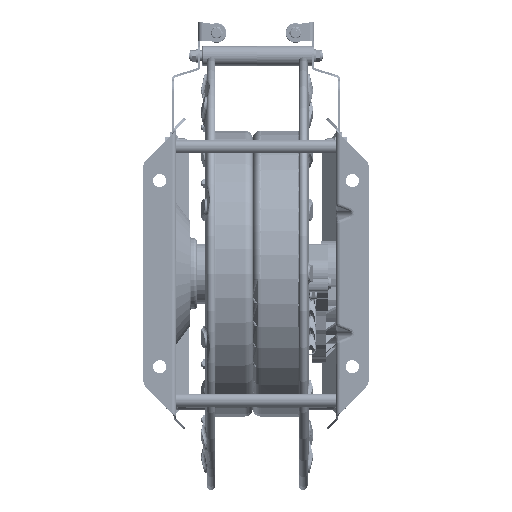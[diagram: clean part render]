
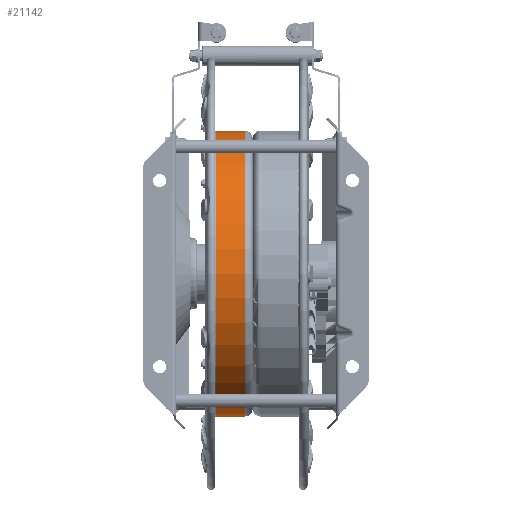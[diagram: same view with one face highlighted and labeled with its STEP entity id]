
A CAD part, front view. The second image highlights one B-rep face of the part: STEP entity #21142.
In plain terms, the highlighted cylindrical face has radius 130.5 mm (diameter 261 mm), a full revolution.
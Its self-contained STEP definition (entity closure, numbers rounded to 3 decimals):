
#8007 = FACE_OUTER_BOUND ( 'NONE', #24585, .T. ) ;
#8527 = DIRECTION ( 'NONE',  ( 1., 0., 0. ) ) ;
#9563 = DIRECTION ( 'NONE',  ( 0., 0., -1. ) ) ;
#17451 = FACE_OUTER_BOUND ( 'NONE', #47992, .T. ) ;
#21142 = ADVANCED_FACE ( 'NONE', ( #8007, #17451 ), #49419, .T. ) ;
#23370 = CARTESIAN_POINT ( 'NONE',  ( -6., 0., 0. ) ) ;
#24246 = ORIENTED_EDGE ( 'NONE', *, *, #47422, .F. ) ;
#24585 = EDGE_LOOP ( 'NONE', ( #80952 ) ) ;
#27591 = DIRECTION ( 'NONE',  ( 1., 0., 0. ) ) ;
#37571 = CIRCLE ( 'NONE', #87794, 130.5 ) ;
#38766 = CIRCLE ( 'NONE', #77202, 130.5 ) ;
#47422 = EDGE_CURVE ( 'NONE', #73364, #73364, #38766, .T. ) ;
#47992 = EDGE_LOOP ( 'NONE', ( #24246 ) ) ;
#49419 = CYLINDRICAL_SURFACE ( 'NONE', #91172, 130.5 ) ;
#52836 = EDGE_CURVE ( 'NONE', #65498, #65498, #37571, .T. ) ;
#56060 = CARTESIAN_POINT ( 'NONE',  ( -6., 0., -130.5 ) ) ;
#56592 = CARTESIAN_POINT ( 'NONE',  ( -32., 0., -130.5 ) ) ;
#65498 = VERTEX_POINT ( 'NONE', #56592 ) ;
#73364 = VERTEX_POINT ( 'NONE', #56060 ) ;
#73728 = DIRECTION ( 'NONE',  ( 0., 0., -1. ) ) ;
#77202 = AXIS2_PLACEMENT_3D ( 'NONE', #23370, #102082, #86309 ) ;
#80952 = ORIENTED_EDGE ( 'NONE', *, *, #52836, .T. ) ;
#86309 = DIRECTION ( 'NONE',  ( 0., 0., -1. ) ) ;
#87794 = AXIS2_PLACEMENT_3D ( 'NONE', #98935, #27591, #73728 ) ;
#91172 = AXIS2_PLACEMENT_3D ( 'NONE', #97700, #8527, #9563 ) ;
#97700 = CARTESIAN_POINT ( 'NONE',  ( -10.024, 0., 0. ) ) ;
#98935 = CARTESIAN_POINT ( 'NONE',  ( -32., 0., 0. ) ) ;
#102082 = DIRECTION ( 'NONE',  ( 1., 0., 0. ) ) ;
